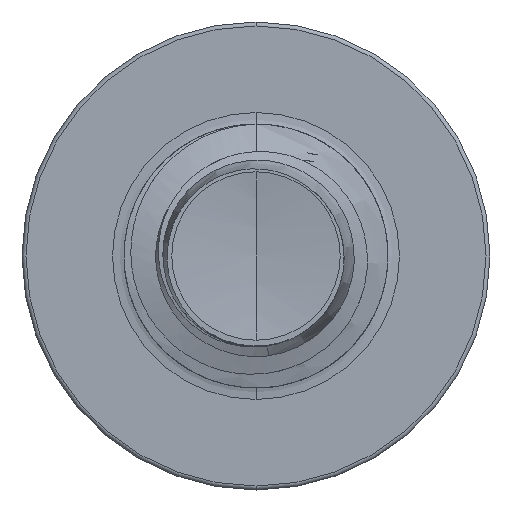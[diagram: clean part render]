
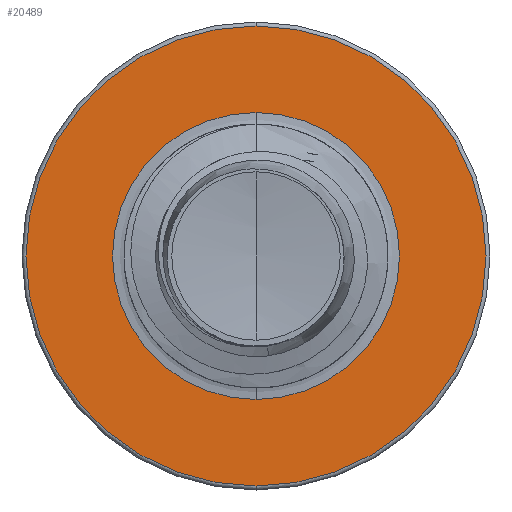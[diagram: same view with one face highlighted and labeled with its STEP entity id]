
A CAD part, front view. The second image highlights one B-rep face of the part: STEP entity #20489.
In plain terms, the highlighted planar face has unit normal (0, -1, 0).
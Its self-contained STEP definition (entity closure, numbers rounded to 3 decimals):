
#237 = FACE_BOUND ( 'NONE', #27238, .T. ) ;
#537 = AXIS2_PLACEMENT_3D ( 'NONE', #31472, #16312, #571 ) ;
#571 = DIRECTION ( 'NONE',  ( 0., 0., 1. ) ) ;
#1151 = CARTESIAN_POINT ( 'NONE',  ( 0., 8.5, 1.917 ) ) ;
#1375 = AXIS2_PLACEMENT_3D ( 'NONE', #20252, #4534, #22841 ) ;
#1791 = VERTEX_POINT ( 'NONE', #18035 ) ;
#1812 = AXIS2_PLACEMENT_3D ( 'NONE', #4213, #22514, #6816 ) ;
#4213 = CARTESIAN_POINT ( 'NONE',  ( 0., 8.5, 0. ) ) ;
#4534 = DIRECTION ( 'NONE',  ( 0., 1., 0. ) ) ;
#5161 = AXIS2_PLACEMENT_3D ( 'NONE', #21753, #6059, #24325 ) ;
#6059 = DIRECTION ( 'NONE',  ( 0., 1., 0. ) ) ;
#6816 = DIRECTION ( 'NONE',  ( 0., 0., 1. ) ) ;
#8714 = CIRCLE ( 'NONE', #30671, 1.196 ) ;
#9465 = ORIENTED_EDGE ( 'NONE', *, *, #22681, .F. ) ;
#10494 = ORIENTED_EDGE ( 'NONE', *, *, #19080, .T. ) ;
#12815 = CARTESIAN_POINT ( 'NONE',  ( 0., 8.5, -1.917 ) ) ;
#13909 = DIRECTION ( 'NONE',  ( 0., 1., 0. ) ) ;
#14443 = VERTEX_POINT ( 'NONE', #12815 ) ;
#16093 = VERTEX_POINT ( 'NONE', #21116 ) ;
#16312 = DIRECTION ( 'NONE',  ( 0., 1., 0. ) ) ;
#17498 = CIRCLE ( 'NONE', #1375, 1.196 ) ;
#17616 = ORIENTED_EDGE ( 'NONE', *, *, #33109, .T. ) ;
#18035 = CARTESIAN_POINT ( 'NONE',  ( 0., 8.5, 1.196 ) ) ;
#18301 = CIRCLE ( 'NONE', #5161, 1.917 ) ;
#18713 = FACE_OUTER_BOUND ( 'NONE', #22825, .T. ) ;
#19080 = EDGE_CURVE ( 'NONE', #16093, #1791, #17498, .T. ) ;
#20252 = CARTESIAN_POINT ( 'NONE',  ( 0., 8.5, 0. ) ) ;
#20489 = ADVANCED_FACE ( 'NONE', ( #18713, #237 ), #31810, .F. ) ;
#21116 = CARTESIAN_POINT ( 'NONE',  ( 0., 8.5, -1.196 ) ) ;
#21753 = CARTESIAN_POINT ( 'NONE',  ( 0., 8.5, 0. ) ) ;
#22279 = CIRCLE ( 'NONE', #1812, 1.917 ) ;
#22514 = DIRECTION ( 'NONE',  ( 0., 1., 0. ) ) ;
#22681 = EDGE_CURVE ( 'NONE', #29171, #14443, #18301, .T. ) ;
#22825 = EDGE_LOOP ( 'NONE', ( #9465, #24648 ) ) ;
#22841 = DIRECTION ( 'NONE',  ( 0., 0., 1. ) ) ;
#24325 = DIRECTION ( 'NONE',  ( 0., 0., 1. ) ) ;
#24648 = ORIENTED_EDGE ( 'NONE', *, *, #27874, .F. ) ;
#27238 = EDGE_LOOP ( 'NONE', ( #17616, #10494 ) ) ;
#27874 = EDGE_CURVE ( 'NONE', #14443, #29171, #22279, .T. ) ;
#29171 = VERTEX_POINT ( 'NONE', #1151 ) ;
#29404 = CARTESIAN_POINT ( 'NONE',  ( 0., 8.5, 0. ) ) ;
#30671 = AXIS2_PLACEMENT_3D ( 'NONE', #29404, #13909, #32042 ) ;
#31472 = CARTESIAN_POINT ( 'NONE',  ( 0., 8.5, -1.196 ) ) ;
#31810 = PLANE ( 'NONE',  #537 ) ;
#32042 = DIRECTION ( 'NONE',  ( 0., 0., 1. ) ) ;
#33109 = EDGE_CURVE ( 'NONE', #1791, #16093, #8714, .T. ) ;
